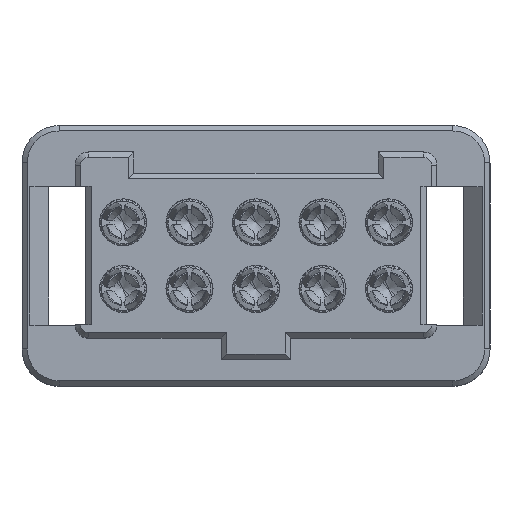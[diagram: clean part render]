
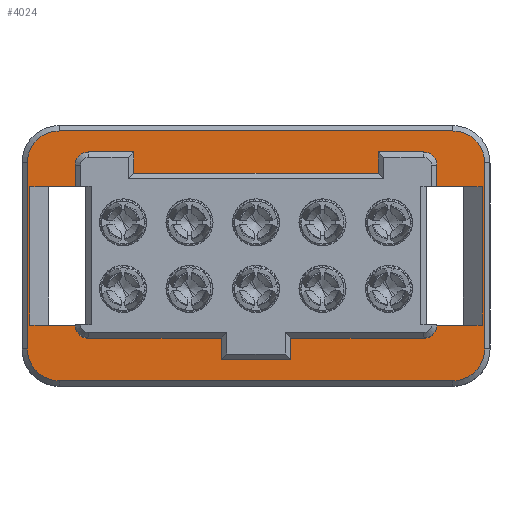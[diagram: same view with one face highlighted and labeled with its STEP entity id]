
A CAD part, top view. The second image highlights one B-rep face of the part: STEP entity #4024.
In plain terms, the highlighted planar face has unit normal (0, 0, 1).
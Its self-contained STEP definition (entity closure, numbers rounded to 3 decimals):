
#605=DIRECTION('',(1.,0.,0.));
#606=VECTOR('',#605,0.85);
#607=CARTESIAN_POINT('',(-4.25,1.3,0.));
#608=LINE('',#607,#606);
#647=DIRECTION('',(1.,0.,0.));
#648=VECTOR('',#647,0.85);
#649=CARTESIAN_POINT('',(3.4,1.3,0.));
#650=LINE('',#649,#648);
#1004=DIRECTION('',(0.,-1.,0.));
#1005=VECTOR('',#1004,3.5);
#1006=CARTESIAN_POINT('',(-4.3,1.75,
0.));
#1007=LINE('',#1006,#1005);
#1011=CARTESIAN_POINT('',(-3.7,1.75,0.));
#1012=DIRECTION('',(0.,0.,1.));
#1013=DIRECTION('',(0.,1.,0.));
#1014=AXIS2_PLACEMENT_3D('',#1011,#1012,#1013);
#1019=DIRECTION('',(-1.,0.,0.));
#1020=VECTOR('',#1019,7.4);
#1021=CARTESIAN_POINT('',(3.7,2.35,
0.));
#1022=LINE('',#1021,#1020);
#1026=CARTESIAN_POINT('',(3.7,1.75,0.));
#1027=DIRECTION('',(0.,0.,1.));
#1028=DIRECTION('',(1.,0.,0.));
#1029=AXIS2_PLACEMENT_3D('',#1026,#1027,#1028);
#1034=DIRECTION('',(0.,1.,0.));
#1035=VECTOR('',#1034,3.5);
#1036=CARTESIAN_POINT('',(4.3,-1.75,
0.));
#1037=LINE('',#1036,#1035);
#1041=CARTESIAN_POINT('',(3.7,-1.75,0.));
#1042=DIRECTION('',(0.,0.,1.));
#1043=DIRECTION('',(0.,-1.,0.));
#1044=AXIS2_PLACEMENT_3D('',#1041,#1042,#1043);
#1049=DIRECTION('',(1.,0.,0.));
#1050=VECTOR('',#1049,7.4);
#1051=CARTESIAN_POINT('',(-3.7,-2.35,
0.));
#1052=LINE('',#1051,#1050);
#1056=CARTESIAN_POINT('',(-3.7,-1.75,0.));
#1057=DIRECTION('',(0.,0.,1.));
#1058=DIRECTION('',(-1.,0.,0.));
#1059=AXIS2_PLACEMENT_3D('',#1056,#1057,#1058);
#1064=DIRECTION('',(0.,1.,0.));
#1065=VECTOR('',#1064,2.6);
#1066=CARTESIAN_POINT('',(-4.25,-1.3,0.));
#1067=LINE('',#1066,#1065);
#1071=DIRECTION('',(0.,-1.,0.));
#1072=VECTOR('',#1071,2.6);
#1073=CARTESIAN_POINT('',(4.25,1.3,0.));
#1074=LINE('',#1073,#1072);
#1275=DIRECTION('',(-1.,0.,0.));
#1276=VECTOR('',#1275,0.85);
#1277=CARTESIAN_POINT('',(4.25,-1.3,0.));
#1278=LINE('',#1277,#1276);
#1331=DIRECTION('',(-1.,0.,0.));
#1332=VECTOR('',#1331,0.85);
#1333=CARTESIAN_POINT('',(-3.4,-1.3,0.));
#1334=LINE('',#1333,#1332);
#1360=CARTESIAN_POINT('',(3.15,-1.3,0.));
#1361=DIRECTION('',(0.,0.,-1.));
#1362=DIRECTION('',(1.,0.,0.));
#1363=AXIS2_PLACEMENT_3D('',#1360,#1361,#1362);
#1389=DIRECTION('',(1.,0.,0.));
#1390=VECTOR('',#1389,2.5);
#1391=CARTESIAN_POINT('',(0.65,-1.55,0.));
#1392=LINE('',#1391,#1390);
#1410=DIRECTION('',(0.,1.,0.));
#1411=VECTOR('',#1410,0.4);
#1412=CARTESIAN_POINT('',(0.65,-1.95,0.));
#1413=LINE('',#1412,#1411);
#1466=DIRECTION('',(1.,0.,0.));
#1467=VECTOR('',#1466,2.5);
#1468=CARTESIAN_POINT('',(-3.15,-1.55,0.));
#1469=LINE('',#1468,#1467);
#1487=DIRECTION('',(0.,-1.,0.));
#1488=VECTOR('',#1487,0.4);
#1489=CARTESIAN_POINT('',(-0.65,-1.55,0.));
#1490=LINE('',#1489,#1488);
#1508=DIRECTION('',(1.,0.,0.));
#1509=VECTOR('',#1508,1.3);
#1510=CARTESIAN_POINT('',(-0.65,-1.95,0.));
#1511=LINE('',#1510,#1509);
#1530=CARTESIAN_POINT('',(-3.15,-1.3,0.));
#1531=DIRECTION('',(0.,0.,-1.));
#1532=DIRECTION('',(0.,-1.,0.));
#1533=AXIS2_PLACEMENT_3D('',#1530,#1531,#1532);
#1864=DIRECTION('',(0.,1.,0.));
#1865=VECTOR('',#1864,0.4);
#1866=CARTESIAN_POINT('',(3.4,1.3,0.));
#1867=LINE('',#1866,#1865);
#1935=CARTESIAN_POINT('',(-3.15,1.7,0.));
#1936=DIRECTION('',(0.,0.,-1.));
#1937=DIRECTION('',(-1.,0.,0.));
#1938=AXIS2_PLACEMENT_3D('',#1935,#1936,#1937);
#1957=DIRECTION('',(0.,-1.,0.));
#1958=VECTOR('',#1957,0.4);
#1959=CARTESIAN_POINT('',(-3.4,1.7,0.));
#1960=LINE('',#1959,#1958);
#1992=DIRECTION('',(-1.,0.,0.));
#1993=VECTOR('',#1992,0.85);
#1994=CARTESIAN_POINT('',(-2.3,1.95,0.));
#1995=LINE('',#1994,#1993);
#2013=DIRECTION('',(0.,1.,0.));
#2014=VECTOR('',#2013,0.4);
#2015=CARTESIAN_POINT('',(-2.3,1.55,0.));
#2016=LINE('',#2015,#2014);
#2034=DIRECTION('',(-1.,0.,0.));
#2035=VECTOR('',#2034,4.6);
#2036=CARTESIAN_POINT('',(2.3,1.55,0.));
#2037=LINE('',#2036,#2035);
#2055=DIRECTION('',(0.,-1.,0.));
#2056=VECTOR('',#2055,0.4);
#2057=CARTESIAN_POINT('',(2.3,1.95,0.));
#2058=LINE('',#2057,#2056);
#2076=DIRECTION('',(-1.,0.,0.));
#2077=VECTOR('',#2076,0.85);
#2078=CARTESIAN_POINT('',(3.15,1.95,0.));
#2079=LINE('',#2078,#2077);
#2098=CARTESIAN_POINT('',(3.15,1.7,0.));
#2099=DIRECTION('',(0.,0.,-1.));
#2100=DIRECTION('',(0.,1.,0.));
#2101=AXIS2_PLACEMENT_3D('',#2098,#2099,#2100);
#2826=CARTESIAN_POINT('',(0.65,-1.55,0.));
#2827=CARTESIAN_POINT('',(3.15,-1.55,0.));
#2828=VERTEX_POINT('',#2826);
#2829=VERTEX_POINT('',#2827);
#2830=CARTESIAN_POINT('',(-3.4,1.7,0.));
#2831=CARTESIAN_POINT('',(-3.15,1.95,0.));
#2832=VERTEX_POINT('',#2830);
#2833=VERTEX_POINT('',#2831);
#2834=CARTESIAN_POINT('',(3.4,-1.3,0.));
#2835=VERTEX_POINT('',#2834);
#2836=CARTESIAN_POINT('',(3.15,1.95,0.));
#2837=CARTESIAN_POINT('',(3.4,1.7,0.));
#2838=VERTEX_POINT('',#2836);
#2839=VERTEX_POINT('',#2837);
#2840=CARTESIAN_POINT('',(-3.15,-1.55,0.));
#2841=CARTESIAN_POINT('',(-3.4,-1.3,0.));
#2842=VERTEX_POINT('',#2840);
#2843=VERTEX_POINT('',#2841);
#2844=CARTESIAN_POINT('',(-2.3,1.95,0.));
#2845=VERTEX_POINT('',#2844);
#2846=CARTESIAN_POINT('',(-4.3,1.75,
0.));
#2847=CARTESIAN_POINT('',(-4.3,-1.75,
0.));
#2848=VERTEX_POINT('',#2846);
#2849=VERTEX_POINT('',#2847);
#2854=CARTESIAN_POINT('',(-3.7,-2.35,0.));
#2855=VERTEX_POINT('',#2854);
#2858=CARTESIAN_POINT('',(3.7,-2.35,
0.));
#2859=VERTEX_POINT('',#2858);
#2862=CARTESIAN_POINT('',(4.3,-1.75,
0.));
#2863=CARTESIAN_POINT('',(4.3,1.75,
0.));
#2864=VERTEX_POINT('',#2862);
#2865=VERTEX_POINT('',#2863);
#2870=CARTESIAN_POINT('',(3.7,2.35,0.));
#2871=VERTEX_POINT('',#2870);
#2874=CARTESIAN_POINT('',(-3.7,2.35,
0.));
#2875=VERTEX_POINT('',#2874);
#2898=CARTESIAN_POINT('',(-4.25,-1.3,0.));
#2899=CARTESIAN_POINT('',(-4.25,1.3,0.));
#2900=VERTEX_POINT('',#2898);
#2901=VERTEX_POINT('',#2899);
#2906=CARTESIAN_POINT('',(4.25,1.3,0.));
#2907=CARTESIAN_POINT('',(4.25,-1.3,0.));
#2908=VERTEX_POINT('',#2906);
#2909=VERTEX_POINT('',#2907);
#2946=CARTESIAN_POINT('',(-3.4,1.3,0.));
#2947=VERTEX_POINT('',#2946);
#2948=CARTESIAN_POINT('',(3.4,1.3,0.));
#2949=VERTEX_POINT('',#2948);
#3062=CARTESIAN_POINT('',(-0.65,-1.55,0.));
#3063=CARTESIAN_POINT('',(-0.65,-1.95,0.));
#3064=VERTEX_POINT('',#3062);
#3065=VERTEX_POINT('',#3063);
#3066=CARTESIAN_POINT('',(0.65,-1.95,0.));
#3067=VERTEX_POINT('',#3066);
#3068=CARTESIAN_POINT('',(2.3,1.95,0.));
#3069=CARTESIAN_POINT('',(2.3,1.55,0.));
#3070=VERTEX_POINT('',#3068);
#3071=VERTEX_POINT('',#3069);
#3072=CARTESIAN_POINT('',(-2.3,1.55,0.));
#3073=VERTEX_POINT('',#3072);
#3959=CARTESIAN_POINT('',(0.,0.,0.));
#3960=DIRECTION('',(0.,0.,-1.));
#3961=DIRECTION('',(0.,-1.,0.));
#3962=AXIS2_PLACEMENT_3D('',#3959,#3960,#3961);
#3963=PLANE('',#3962);
#3965=ORIENTED_EDGE('',*,*,#3964,.F.);
#3966=ORIENTED_EDGE('',*,*,#3937,.F.);
#3967=ORIENTED_EDGE('',*,*,#3950,.F.);
#3969=ORIENTED_EDGE('',*,*,#3968,.F.);
#3971=ORIENTED_EDGE('',*,*,#3970,.F.);
#3973=ORIENTED_EDGE('',*,*,#3972,.F.);
#3975=ORIENTED_EDGE('',*,*,#3974,.F.);
#3977=ORIENTED_EDGE('',*,*,#3976,.F.);
#3978=EDGE_LOOP('',(#3965,#3966,#3967,#3969,#3971,#3973,#3975,#3977));
#3979=FACE_OUTER_BOUND('',#3978,.F.);
#3981=ORIENTED_EDGE('',*,*,#3980,.F.);
#3983=ORIENTED_EDGE('',*,*,#3982,.F.);
#3985=ORIENTED_EDGE('',*,*,#3984,.F.);
#3987=ORIENTED_EDGE('',*,*,#3986,.T.);
#3989=ORIENTED_EDGE('',*,*,#3988,.T.);
#3991=ORIENTED_EDGE('',*,*,#3990,.T.);
#3993=ORIENTED_EDGE('',*,*,#3992,.T.);
#3995=ORIENTED_EDGE('',*,*,#3994,.T.);
#3997=ORIENTED_EDGE('',*,*,#3996,.F.);
#3999=ORIENTED_EDGE('',*,*,#3998,.F.);
#4001=ORIENTED_EDGE('',*,*,#4000,.F.);
#4002=ORIENTED_EDGE('',*,*,#3625,.F.);
#4004=ORIENTED_EDGE('',*,*,#4003,.T.);
#4006=ORIENTED_EDGE('',*,*,#4005,.F.);
#4008=ORIENTED_EDGE('',*,*,#4007,.T.);
#4010=ORIENTED_EDGE('',*,*,#4009,.T.);
#4012=ORIENTED_EDGE('',*,*,#4011,.T.);
#4014=ORIENTED_EDGE('',*,*,#4013,.T.);
#4016=ORIENTED_EDGE('',*,*,#4015,.T.);
#4018=ORIENTED_EDGE('',*,*,#4017,.F.);
#4020=ORIENTED_EDGE('',*,*,#4019,.T.);
#4021=ORIENTED_EDGE('',*,*,#3604,.F.);
#4022=EDGE_LOOP('',(#3981,#3983,#3985,#3987,#3989,#3991,#3993,#3995,#3997,#3999,
#4001,#4002,#4004,#4006,#4008,#4010,#4012,#4014,#4016,#4018,#4020,#4021));
#4023=FACE_BOUND('',#4022,.F.);
#4024=ADVANCED_FACE('',(#3979,#4023),#3963,.F.);
#1015=CIRCLE('',#1014,0.6);
#1030=CIRCLE('',#1029,0.6);
#1045=CIRCLE('',#1044,0.6);
#1060=CIRCLE('',#1059,0.6);
#1364=CIRCLE('',#1363,0.25);
#1534=CIRCLE('',#1533,0.25);
#1939=CIRCLE('',#1938,0.25);
#2102=CIRCLE('',#2101,0.25);
#3604=EDGE_CURVE('',#2901,#2947,#608,.T.);
#3625=EDGE_CURVE('',#2949,#2908,#650,.T.);
#3937=EDGE_CURVE('',#2875,#2848,#1015,.T.);
#3950=EDGE_CURVE('',#2871,#2875,#1022,.T.);
#3964=EDGE_CURVE('',#2848,#2849,#1007,.T.);
#3968=EDGE_CURVE('',#2865,#2871,#1030,.T.);
#3970=EDGE_CURVE('',#2864,#2865,#1037,.T.);
#3972=EDGE_CURVE('',#2859,#2864,#1045,.T.);
#3974=EDGE_CURVE('',#2855,#2859,#1052,.T.);
#3976=EDGE_CURVE('',#2849,#2855,#1060,.T.);
#3980=EDGE_CURVE('',#2900,#2901,#1067,.T.);
#3982=EDGE_CURVE('',#2843,#2900,#1334,.T.);
#3984=EDGE_CURVE('',#2842,#2843,#1534,.T.);
#3986=EDGE_CURVE('',#2842,#3064,#1469,.T.);
#3988=EDGE_CURVE('',#3064,#3065,#1490,.T.);
#3990=EDGE_CURVE('',#3065,#3067,#1511,.T.);
#3992=EDGE_CURVE('',#3067,#2828,#1413,.T.);
#3994=EDGE_CURVE('',#2828,#2829,#1392,.T.);
#3996=EDGE_CURVE('',#2835,#2829,#1364,.T.);
#3998=EDGE_CURVE('',#2909,#2835,#1278,.T.);
#4000=EDGE_CURVE('',#2908,#2909,#1074,.T.);
#4003=EDGE_CURVE('',#2949,#2839,#1867,.T.);
#4005=EDGE_CURVE('',#2838,#2839,#2102,.T.);
#4007=EDGE_CURVE('',#2838,#3070,#2079,.T.);
#4009=EDGE_CURVE('',#3070,#3071,#2058,.T.);
#4011=EDGE_CURVE('',#3071,#3073,#2037,.T.);
#4013=EDGE_CURVE('',#3073,#2845,#2016,.T.);
#4015=EDGE_CURVE('',#2845,#2833,#1995,.T.);
#4017=EDGE_CURVE('',#2832,#2833,#1939,.T.);
#4019=EDGE_CURVE('',#2832,#2947,#1960,.T.);
